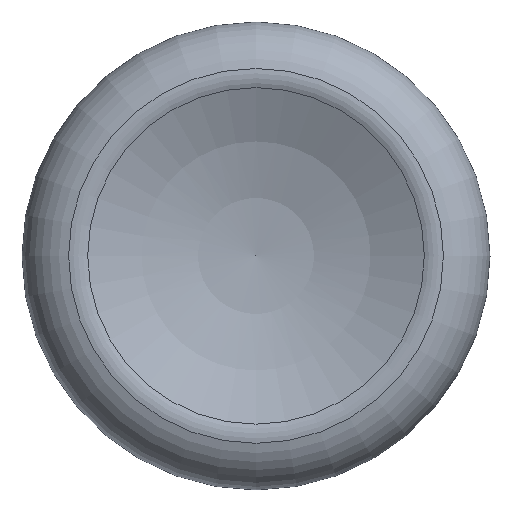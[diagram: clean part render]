
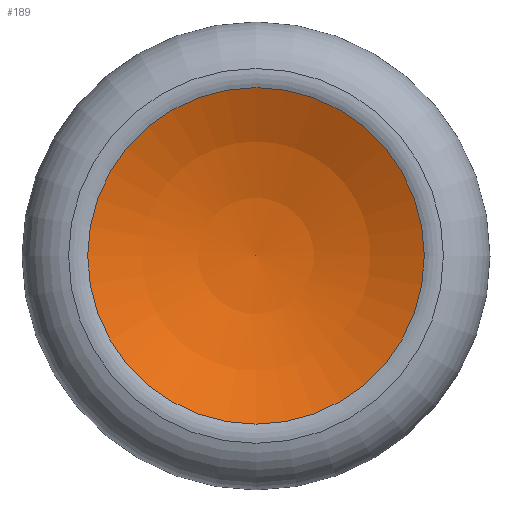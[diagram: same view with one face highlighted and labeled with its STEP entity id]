
A CAD part, top view. The second image highlights one B-rep face of the part: STEP entity #189.
In plain terms, the highlighted spherical face has radius 12.75 mm.
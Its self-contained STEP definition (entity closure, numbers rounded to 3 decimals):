
#15=SPHERICAL_SURFACE('',#213,12.75);
#56=FACE_OUTER_BOUND('',#69,.T.);
#69=EDGE_LOOP('',(#149,#150,#151,#152));
#86=CIRCLE('',#211,5.753);
#87=CIRCLE('',#212,5.753);
#88=CIRCLE('',#214,12.75);
#96=VERTEX_POINT('',#305);
#97=VERTEX_POINT('',#307);
#98=VERTEX_POINT('',#311);
#116=EDGE_CURVE('',#96,#97,#86,.T.);
#117=EDGE_CURVE('',#97,#96,#87,.T.);
#118=EDGE_CURVE('',#98,#97,#88,.T.);
#149=ORIENTED_EDGE('',*,*,#117,.F.);
#150=ORIENTED_EDGE('',*,*,#118,.F.);
#151=ORIENTED_EDGE('',*,*,#118,.T.);
#152=ORIENTED_EDGE('',*,*,#116,.F.);
#189=ADVANCED_FACE('',(#56),#15,.F.);
#211=AXIS2_PLACEMENT_3D('',#308,#250,#251);
#212=AXIS2_PLACEMENT_3D('',#309,#252,#253);
#213=AXIS2_PLACEMENT_3D('',#310,#254,#255);
#214=AXIS2_PLACEMENT_3D('',#312,#256,#257);
#250=DIRECTION('center_axis',(0.,0.,-1.));
#251=DIRECTION('ref_axis',(1.,0.,0.));
#252=DIRECTION('center_axis',(0.,0.,-1.));
#253=DIRECTION('ref_axis',(1.,0.,0.));
#254=DIRECTION('center_axis',(0.,0.,1.));
#255=DIRECTION('ref_axis',(1.,0.,0.));
#256=DIRECTION('center_axis',(0.,1.,0.));
#257=DIRECTION('ref_axis',(-1.,0.,0.));
#305=CARTESIAN_POINT('',(5.753,0.,6.871));
#307=CARTESIAN_POINT('',(-5.753,0.,6.871));
#308=CARTESIAN_POINT('Origin',(0.,0.,6.871));
#309=CARTESIAN_POINT('Origin',(0.,0.,6.871));
#310=CARTESIAN_POINT('Origin',(0.,0.,18.25));
#311=CARTESIAN_POINT('',(0.,0.,5.5));
#312=CARTESIAN_POINT('Origin',(0.,0.,18.25));
